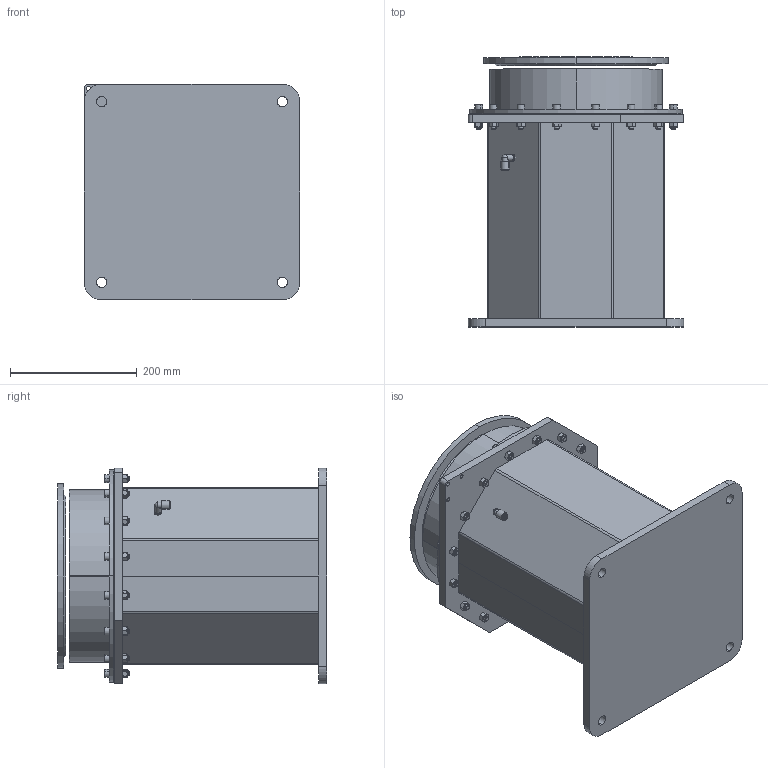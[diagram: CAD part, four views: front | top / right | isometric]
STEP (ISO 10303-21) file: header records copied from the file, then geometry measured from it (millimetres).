
FILE_DESCRIPTION (( 'STEP AP203' ), '1' );
FILE_NAME ('64-32444-01 oct.STEP', '2018-03-20T20:13:27', ( 'Install' ), ( 'Microsoft' ), 'SwSTEP 2.0', 'SolidWorks 2018', '' );
FILE_SCHEMA (( 'CONFIG_CONTROL_DESIGN' ));
Length unit declared in the file: inch
Products named in the file (1): 64-32444-01 oct
Bounding box: 340 x 426.02 x 340 mm (x, y, z)
Surface area: 979918.9 mm2 (no closed solid volume)
Topology: 0 solids, 61 shells, 498 faces, 1423 edges, 976 vertices
Faces by surface type: plane 243, cone 138, cylinder 112, torus 4, sphere 1
Entity records: 17656 total; most frequent: CARTESIAN_POINT 4885, DIRECTION 2699, ORIENTED_EDGE 2254, EDGE_CURVE 1421, AXIS2_PLACEMENT_3D 1037, VERTEX_POINT 975, LINE 625, VECTOR 625
